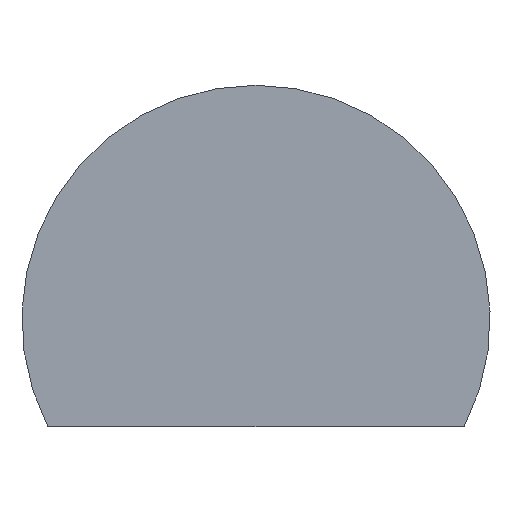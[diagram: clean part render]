
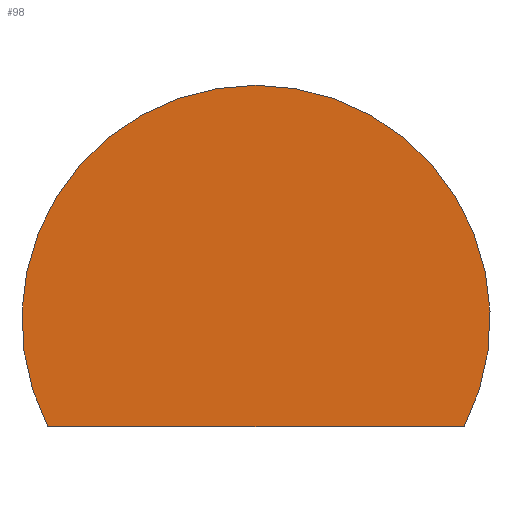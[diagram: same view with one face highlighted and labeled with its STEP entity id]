
A CAD part, front view. The second image highlights one B-rep face of the part: STEP entity #98.
In plain terms, the highlighted planar face has unit normal (0, -1, 0).
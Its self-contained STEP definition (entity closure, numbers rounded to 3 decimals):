
#98=ADVANCED_FACE('',(#142),#144,.T.);
#142=FACE_BOUND('',#143,.T.);
#143=EDGE_LOOP('',(#171,#172));
#144=PLANE('',#145);
#145=AXIS2_PLACEMENT_3D('',#146,#147,#148);
#146=CARTESIAN_POINT('',(0.,-3.,0.));
#147=DIRECTION('',(0.,-1.,0.));
#148=DIRECTION('',(0.,0.,1.));
#171=ORIENTED_EDGE('',*,*,#184,.T.);
#172=ORIENTED_EDGE('',*,*,#178,.T.);
#178=EDGE_CURVE('',#196,#194,#197,.T.);
#184=EDGE_CURVE('',#194,#196,#204,.T.);
#194=VERTEX_POINT('',#222);
#196=VERTEX_POINT('',#226);
#197=LINE('',#227,#228);
#204=CIRCLE('',#249,2.25);
#222=CARTESIAN_POINT('',(2.,-3.,0.));
#226=CARTESIAN_POINT('',(-2.,-3.,0.));
#227=CARTESIAN_POINT('',(-2.,-3.,0.));
#228=VECTOR('',#229,1.);
#229=DIRECTION('',(1.,0.,0.));
#249=AXIS2_PLACEMENT_3D('',#250,#251,#252);
#250=CARTESIAN_POINT('',(0.,-3.,1.031));
#251=DIRECTION('',(0.,-1.,0.));
#252=DIRECTION('',(0.889,0.,-0.458));
